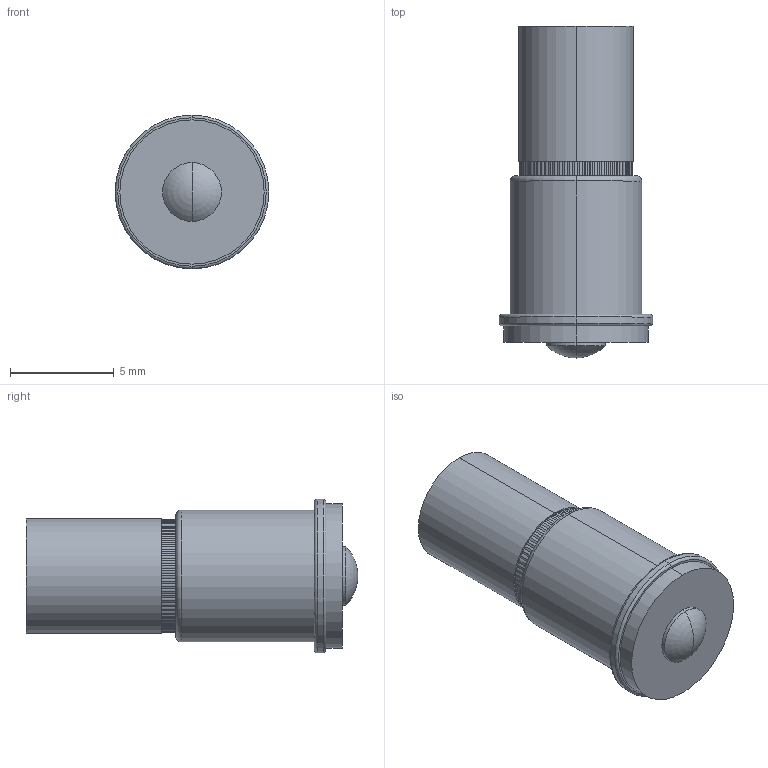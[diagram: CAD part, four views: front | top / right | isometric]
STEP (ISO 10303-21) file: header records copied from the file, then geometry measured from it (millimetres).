
FILE_DESCRIPTION (( 'STEP AP203' ), '1' );
FILE_NAME ('VC1510145UG3.STEP', '2019-12-26T18:32:28', ( '' ), ( '' ), 'SwSTEP 2.0', 'SolidWorks 2018', '' );
FILE_SCHEMA (( 'CONFIG_CONTROL_DESIGN' ));
Length unit declared in the file: inch
Products named in the file (1): VC1510145UG3
Bounding box: 7.4 x 15.98 x 7.4 mm (x, y, z)
Volume: 381 mm3; surface area: 548.5 mm2
Topology: 2 solids, 2 shells, 389 faces, 997 edges, 610 vertices
Faces by surface type: cylinder 299, plane 74, torus 8, cone 6, sphere 2
Entity records: 11983 total; most frequent: DIRECTION 2388, CARTESIAN_POINT 1991, ORIENTED_EDGE 1982, AXIS2_PLACEMENT_3D 1007, EDGE_CURVE 991, CIRCLE 617, VERTEX_POINT 610, EDGE_LOOP 393
